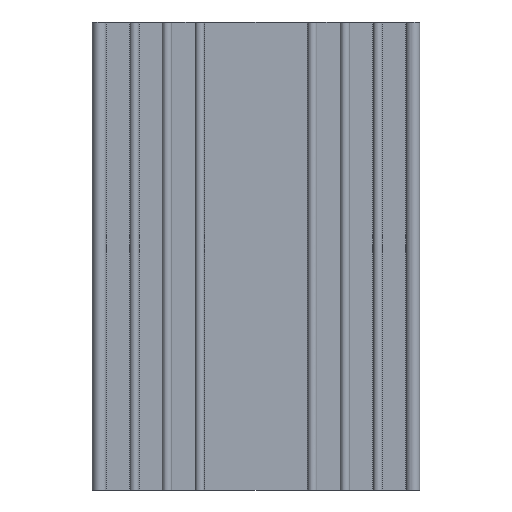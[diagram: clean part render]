
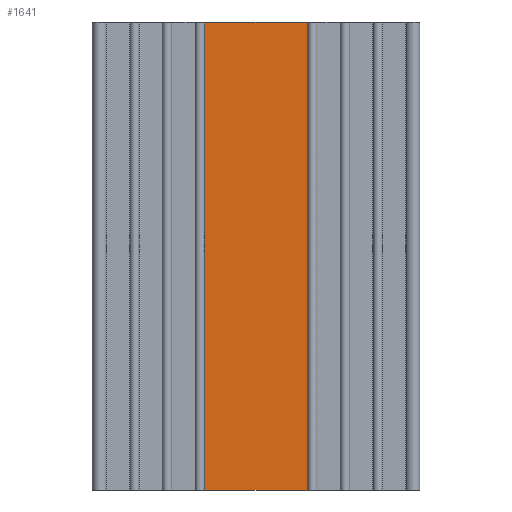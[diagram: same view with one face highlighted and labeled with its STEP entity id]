
A CAD part, front view. The second image highlights one B-rep face of the part: STEP entity #1641.
In plain terms, the highlighted planar face has unit normal (0, -1, 0).
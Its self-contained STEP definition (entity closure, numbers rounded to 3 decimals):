
#82 = DIRECTION ( 'NONE',  ( 1., 0., 0. ) ) ;
#136 = EDGE_LOOP ( 'NONE', ( #2113, #338, #1977, #995 ) ) ;
#180 = CARTESIAN_POINT ( 'NONE',  ( -5.5, -1., 0. ) ) ;
#195 = LINE ( 'NONE', #268, #2095 ) ;
#242 = CARTESIAN_POINT ( 'NONE',  ( 5.5, -1., 50. ) ) ;
#268 = CARTESIAN_POINT ( 'NONE',  ( 5.5, -1., 50. ) ) ;
#338 = ORIENTED_EDGE ( 'NONE', *, *, #1807, .F. ) ;
#351 = DIRECTION ( 'NONE',  ( 0., 0., 1. ) ) ;
#469 = CARTESIAN_POINT ( 'NONE',  ( -5.5, -1., 50. ) ) ;
#522 = CARTESIAN_POINT ( 'NONE',  ( -5.5, -1., 50. ) ) ;
#615 = AXIS2_PLACEMENT_3D ( 'NONE', #1629, #1993, #351 ) ;
#623 = LINE ( 'NONE', #469, #1475 ) ;
#715 = VECTOR ( 'NONE', #2185, 1000. ) ;
#857 = LINE ( 'NONE', #1569, #715 ) ;
#860 = CARTESIAN_POINT ( 'NONE',  ( 5.5, -1., 0. ) ) ;
#995 = ORIENTED_EDGE ( 'NONE', *, *, #2350, .T. ) ;
#1081 = PLANE ( 'NONE',  #615 ) ;
#1108 = EDGE_CURVE ( 'NONE', #1497, #2235, #1319, .T. ) ;
#1319 = LINE ( 'NONE', #180, #1663 ) ;
#1475 = VECTOR ( 'NONE', #82, 1000. ) ;
#1497 = VERTEX_POINT ( 'NONE', #1786 ) ;
#1560 = DIRECTION ( 'NONE',  ( 0., 0., -1. ) ) ;
#1569 = CARTESIAN_POINT ( 'NONE',  ( -5.5, -1., 50. ) ) ;
#1629 = CARTESIAN_POINT ( 'NONE',  ( -5.5, -1., 50. ) ) ;
#1641 = ADVANCED_FACE ( 'NONE', ( #1866 ), #1081, .F. ) ;
#1644 = VERTEX_POINT ( 'NONE', #522 ) ;
#1663 = VECTOR ( 'NONE', #2203, 1000. ) ;
#1786 = CARTESIAN_POINT ( 'NONE',  ( -5.5, -1., 0. ) ) ;
#1807 = EDGE_CURVE ( 'NONE', #2062, #2235, #195, .T. ) ;
#1866 = FACE_OUTER_BOUND ( 'NONE', #136, .T. ) ;
#1977 = ORIENTED_EDGE ( 'NONE', *, *, #2187, .F. ) ;
#1993 = DIRECTION ( 'NONE',  ( 0., 1., 0. ) ) ;
#2062 = VERTEX_POINT ( 'NONE', #242 ) ;
#2095 = VECTOR ( 'NONE', #1560, 1000. ) ;
#2113 = ORIENTED_EDGE ( 'NONE', *, *, #1108, .T. ) ;
#2185 = DIRECTION ( 'NONE',  ( 0., 0., -1. ) ) ;
#2187 = EDGE_CURVE ( 'NONE', #1644, #2062, #623, .T. ) ;
#2203 = DIRECTION ( 'NONE',  ( 1., 0., 0. ) ) ;
#2235 = VERTEX_POINT ( 'NONE', #860 ) ;
#2350 = EDGE_CURVE ( 'NONE', #1644, #1497, #857, .T. ) ;
